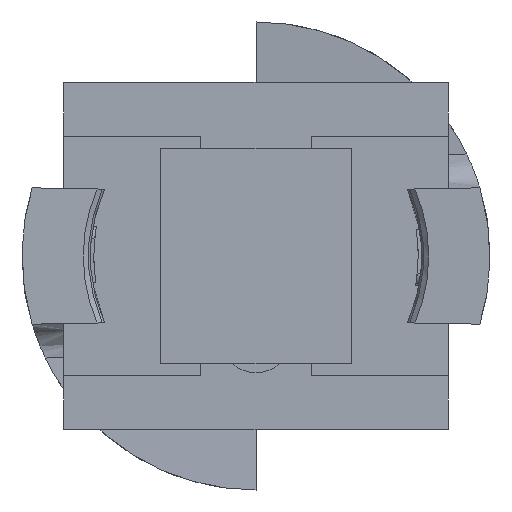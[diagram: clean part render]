
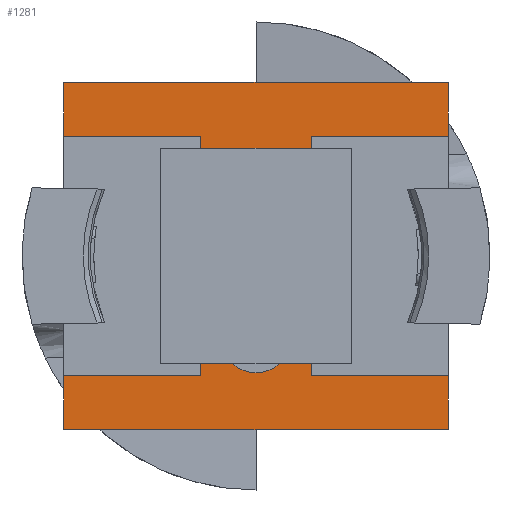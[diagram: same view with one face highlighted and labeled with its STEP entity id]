
A CAD part, front view. The second image highlights one B-rep face of the part: STEP entity #1281.
In plain terms, the highlighted planar face has unit normal (0, -1, 0).
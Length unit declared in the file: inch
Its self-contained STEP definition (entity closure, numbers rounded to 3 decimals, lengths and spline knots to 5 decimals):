
#66 = VERTEX_POINT ( 'NONE', #1245 ) ;
#93 = VECTOR ( 'NONE', #1243, 39.37008 ) ;
#115 = VECTOR ( 'NONE', #3120, 39.37008 ) ;
#144 = LINE ( 'NONE', #4398, #2036 ) ;
#153 = CARTESIAN_POINT ( 'NONE',  ( 0.1107, 0., 0.1 ) ) ;
#253 = CARTESIAN_POINT ( 'NONE',  ( -0.1107, 0., 0.1 ) ) ;
#297 = CARTESIAN_POINT ( 'NONE',  ( 0., 0., -0.02724 ) ) ;
#366 = VERTEX_POINT ( 'NONE', #4551 ) ;
#371 = ORIENTED_EDGE ( 'NONE', *, *, #2170, .F. ) ;
#461 = VERTEX_POINT ( 'NONE', #481 ) ;
#466 = EDGE_CURVE ( 'NONE', #66, #1703, #2981, .T. ) ;
#474 = FACE_OUTER_BOUND ( 'NONE', #2521, .T. ) ;
#481 = CARTESIAN_POINT ( 'NONE',  ( -0.1107, 0., -0.0689 ) ) ;
#498 = ORIENTED_EDGE ( 'NONE', *, *, #4097, .F. ) ;
#512 = CARTESIAN_POINT ( 'NONE',  ( -0.03216, 0., 0.0689 ) ) ;
#525 = CARTESIAN_POINT ( 'NONE',  ( -0.03216, 0., 0.0689 ) ) ;
#535 = DIRECTION ( 'NONE',  ( -1., 0., 0. ) ) ;
#571 = CARTESIAN_POINT ( 'NONE',  ( 0.03216, 0., 0.0689 ) ) ;
#591 = DIRECTION ( 'NONE',  ( 0., 0., -1. ) ) ;
#593 = AXIS2_PLACEMENT_3D ( 'NONE', #887, #614, #3211 ) ;
#614 = DIRECTION ( 'NONE',  ( 0., -1., 0. ) ) ;
#675 = AXIS2_PLACEMENT_3D ( 'NONE', #4351, #4161, #4132 ) ;
#732 = AXIS2_PLACEMENT_3D ( 'NONE', #1041, #939, #591 ) ;
#787 = CARTESIAN_POINT ( 'NONE',  ( 0.1109, 0., -0.0689 ) ) ;
#797 = VECTOR ( 'NONE', #2858, 39.37008 ) ;
#804 = ORIENTED_EDGE ( 'NONE', *, *, #3555, .F. ) ;
#812 = LINE ( 'NONE', #2481, #4554 ) ;
#869 = EDGE_CURVE ( 'NONE', #461, #66, #3907, .T. ) ;
#887 = CARTESIAN_POINT ( 'NONE',  ( 0., 0., -0.04724 ) ) ;
#927 = ORIENTED_EDGE ( 'NONE', *, *, #466, .F. ) ;
#933 = VERTEX_POINT ( 'NONE', #153 ) ;
#939 = DIRECTION ( 'NONE',  ( 0., -1., 0. ) ) ;
#1041 = CARTESIAN_POINT ( 'NONE',  ( 0., 0., 0. ) ) ;
#1044 = VECTOR ( 'NONE', #3689, 39.37008 ) ;
#1093 = VERTEX_POINT ( 'NONE', #4698 ) ;
#1173 = CARTESIAN_POINT ( 'NONE',  ( 0.1107, 0., 0.1 ) ) ;
#1193 = ORIENTED_EDGE ( 'NONE', *, *, #3340, .F. ) ;
#1243 = DIRECTION ( 'NONE',  ( 1., 0., 0. ) ) ;
#1245 = CARTESIAN_POINT ( 'NONE',  ( -0.03216, 0., -0.0689 ) ) ;
#1273 = CARTESIAN_POINT ( 'NONE',  ( -0.1107, 0., -0.1 ) ) ;
#1281 = ADVANCED_FACE ( 'NONE', ( #474, #3413 ), #4584, .T. ) ;
#1383 = ORIENTED_EDGE ( 'NONE', *, *, #869, .F. ) ;
#1397 = LINE ( 'NONE', #253, #797 ) ;
#1413 = LINE ( 'NONE', #2308, #2309 ) ;
#1447 = ORIENTED_EDGE ( 'NONE', *, *, #3642, .T. ) ;
#1466 = DIRECTION ( 'NONE',  ( 0., 0., 1. ) ) ;
#1469 = ORIENTED_EDGE ( 'NONE', *, *, #3793, .F. ) ;
#1539 = CARTESIAN_POINT ( 'NONE',  ( -0.1107, 0., 0.1 ) ) ;
#1585 = EDGE_LOOP ( 'NONE', ( #2312, #2677 ) ) ;
#1703 = VERTEX_POINT ( 'NONE', #525 ) ;
#1735 = EDGE_CURVE ( 'NONE', #2654, #3067, #4617, .T. ) ;
#1748 = CARTESIAN_POINT ( 'NONE',  ( 0.1107, 0., -0.1 ) ) ;
#1772 = VECTOR ( 'NONE', #535, 39.37008 ) ;
#1918 = EDGE_CURVE ( 'NONE', #3067, #461, #2807, .T. ) ;
#1945 = VECTOR ( 'NONE', #4540, 39.37008 ) ;
#2019 = VECTOR ( 'NONE', #2447, 39.37008 ) ;
#2036 = VECTOR ( 'NONE', #3389, 39.37008 ) ;
#2110 = EDGE_CURVE ( 'NONE', #4598, #3173, #2851, .T. ) ;
#2119 = VERTEX_POINT ( 'NONE', #4425 ) ;
#2120 = LINE ( 'NONE', #3421, #93 ) ;
#2170 = EDGE_CURVE ( 'NONE', #1093, #2654, #1413, .T. ) ;
#2254 = DIRECTION ( 'NONE',  ( 0., 0., -1. ) ) ;
#2308 = CARTESIAN_POINT ( 'NONE',  ( 0.1107, 0., 0.1 ) ) ;
#2309 = VECTOR ( 'NONE', #2254, 39.37008 ) ;
#2312 = ORIENTED_EDGE ( 'NONE', *, *, #3023, .F. ) ;
#2414 = ORIENTED_EDGE ( 'NONE', *, *, #1735, .F. ) ;
#2427 = CARTESIAN_POINT ( 'NONE',  ( -0.1109, 0., -0.0689 ) ) ;
#2434 = CIRCLE ( 'NONE', #593, 0.02 ) ;
#2447 = DIRECTION ( 'NONE',  ( 0., 0., 1. ) ) ;
#2481 = CARTESIAN_POINT ( 'NONE',  ( 0., 0., 0.0689 ) ) ;
#2521 = EDGE_LOOP ( 'NONE', ( #804, #1447, #2927, #1469, #498, #4137, #927, #1383, #3380, #2414, #371, #1193 ) ) ;
#2654 = VERTEX_POINT ( 'NONE', #1748 ) ;
#2677 = ORIENTED_EDGE ( 'NONE', *, *, #2110, .F. ) ;
#2737 = VERTEX_POINT ( 'NONE', #3594 ) ;
#2807 = LINE ( 'NONE', #1539, #3734 ) ;
#2851 = CIRCLE ( 'NONE', #675, 0.02 ) ;
#2858 = DIRECTION ( 'NONE',  ( 0., 0., 1. ) ) ;
#2927 = ORIENTED_EDGE ( 'NONE', *, *, #3707, .F. ) ;
#2968 = LINE ( 'NONE', #787, #3899 ) ;
#2981 = LINE ( 'NONE', #512, #2019 ) ;
#3023 = EDGE_CURVE ( 'NONE', #3173, #4598, #2434, .T. ) ;
#3025 = DIRECTION ( 'NONE',  ( 1., 0., 0. ) ) ;
#3067 = VERTEX_POINT ( 'NONE', #3909 ) ;
#3120 = DIRECTION ( 'NONE',  ( 1., 0., 0. ) ) ;
#3173 = VERTEX_POINT ( 'NONE', #297 ) ;
#3211 = DIRECTION ( 'NONE',  ( 0., 0., -1. ) ) ;
#3320 = CARTESIAN_POINT ( 'NONE',  ( 0., 0., -0.06724 ) ) ;
#3340 = EDGE_CURVE ( 'NONE', #4456, #1093, #2968, .T. ) ;
#3380 = ORIENTED_EDGE ( 'NONE', *, *, #1918, .F. ) ;
#3389 = DIRECTION ( 'NONE',  ( -1., 0., 0. ) ) ;
#3413 = FACE_BOUND ( 'NONE', #1585, .T. ) ;
#3421 = CARTESIAN_POINT ( 'NONE',  ( -0.1107, 0., 0.1 ) ) ;
#3453 = VERTEX_POINT ( 'NONE', #3809 ) ;
#3555 = EDGE_CURVE ( 'NONE', #2737, #4456, #4061, .T. ) ;
#3594 = CARTESIAN_POINT ( 'NONE',  ( 0.03216, 0., 0.0689 ) ) ;
#3642 = EDGE_CURVE ( 'NONE', #2737, #366, #812, .T. ) ;
#3689 = DIRECTION ( 'NONE',  ( 0., 0., -1. ) ) ;
#3707 = EDGE_CURVE ( 'NONE', #933, #366, #4643, .T. ) ;
#3734 = VECTOR ( 'NONE', #1466, 39.37008 ) ;
#3793 = EDGE_CURVE ( 'NONE', #2119, #933, #2120, .T. ) ;
#3809 = CARTESIAN_POINT ( 'NONE',  ( -0.1107, 0., 0.0689 ) ) ;
#3899 = VECTOR ( 'NONE', #3025, 39.37008 ) ;
#3907 = LINE ( 'NONE', #2427, #115 ) ;
#3909 = CARTESIAN_POINT ( 'NONE',  ( -0.1107, 0., -0.1 ) ) ;
#4061 = LINE ( 'NONE', #571, #1945 ) ;
#4097 = EDGE_CURVE ( 'NONE', #3453, #2119, #1397, .T. ) ;
#4132 = DIRECTION ( 'NONE',  ( 0., 0., -1. ) ) ;
#4137 = ORIENTED_EDGE ( 'NONE', *, *, #4311, .F. ) ;
#4161 = DIRECTION ( 'NONE',  ( 0., -1., 0. ) ) ;
#4238 = DIRECTION ( 'NONE',  ( 1., 0., 0. ) ) ;
#4311 = EDGE_CURVE ( 'NONE', #1703, #3453, #144, .T. ) ;
#4351 = CARTESIAN_POINT ( 'NONE',  ( 0., 0., -0.04724 ) ) ;
#4398 = CARTESIAN_POINT ( 'NONE',  ( -0.1109, 0., 0.0689 ) ) ;
#4425 = CARTESIAN_POINT ( 'NONE',  ( -0.1107, 0., 0.1 ) ) ;
#4456 = VERTEX_POINT ( 'NONE', #4616 ) ;
#4540 = DIRECTION ( 'NONE',  ( 0., 0., -1. ) ) ;
#4551 = CARTESIAN_POINT ( 'NONE',  ( 0.1107, 0., 0.0689 ) ) ;
#4554 = VECTOR ( 'NONE', #4238, 39.37008 ) ;
#4584 = PLANE ( 'NONE',  #732 ) ;
#4598 = VERTEX_POINT ( 'NONE', #3320 ) ;
#4616 = CARTESIAN_POINT ( 'NONE',  ( 0.03216, 0., -0.0689 ) ) ;
#4617 = LINE ( 'NONE', #1273, #1772 ) ;
#4643 = LINE ( 'NONE', #1173, #1044 ) ;
#4698 = CARTESIAN_POINT ( 'NONE',  ( 0.1107, 0., -0.0689 ) ) ;
